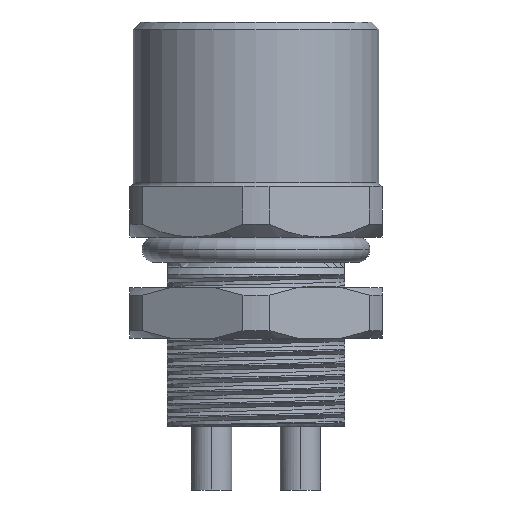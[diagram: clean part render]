
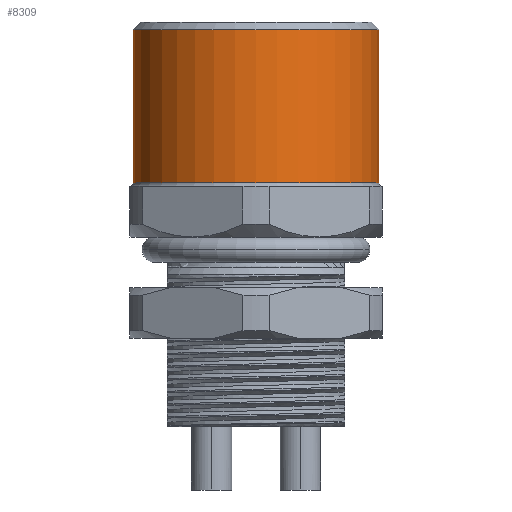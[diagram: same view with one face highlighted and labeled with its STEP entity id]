
A CAD part, front view. The second image highlights one B-rep face of the part: STEP entity #8309.
In plain terms, the highlighted cylindrical face has radius 4.85 mm (diameter 9.7 mm), a partial arc.
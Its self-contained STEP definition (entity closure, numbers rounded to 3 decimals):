
#2724=DIRECTION('',(0.,0.,1.));
#2725=VECTOR('',#2724,6.05);
#2726=CARTESIAN_POINT('',(4.85,0.,-0.15));
#2727=LINE('',#2726,#2725);
#2743=CARTESIAN_POINT('',(0.,0.,-0.15));
#2744=DIRECTION('',(0.,0.,-1.));
#2745=DIRECTION('',(1.,0.,0.));
#2746=AXIS2_PLACEMENT_3D('',#2743,#2744,#2745);
#2748=DIRECTION('',(0.,0.,1.));
#2749=VECTOR('',#2748,6.05);
#2750=CARTESIAN_POINT('',(-4.85,0.,-0.15));
#2751=LINE('',#2750,#2749);
#2752=CARTESIAN_POINT('',(0.,0.,5.9));
#2753=DIRECTION('',(0.,0.,1.));
#2754=DIRECTION('',(-1.,0.,0.));
#2755=AXIS2_PLACEMENT_3D('',#2752,#2753,#2754);
#7640=CARTESIAN_POINT('',(-4.85,0.,5.9));
#7641=CARTESIAN_POINT('',(4.85,0.,5.9));
#7642=VERTEX_POINT('',#7640);
#7643=VERTEX_POINT('',#7641);
#7756=CARTESIAN_POINT('',(4.85,0.,-0.15));
#7757=CARTESIAN_POINT('',(-4.85,0.,-0.15));
#7758=VERTEX_POINT('',#7756);
#7759=VERTEX_POINT('',#7757);
#8298=CARTESIAN_POINT('',(0.,0.,-0.3));
#8299=DIRECTION('',(0.,0.,1.));
#8300=DIRECTION('',(1.,0.,0.));
#8301=AXIS2_PLACEMENT_3D('',#8298,#8299,#8300);
#8302=CYLINDRICAL_SURFACE('',#8301,4.85);
#8303=ORIENTED_EDGE('',*,*,#8285,.T.);
#8304=ORIENTED_EDGE('',*,*,#8256,.T.);
#8305=ORIENTED_EDGE('',*,*,#8226,.T.);
#8306=ORIENTED_EDGE('',*,*,#8253,.F.);
#8307=EDGE_LOOP('',(#8303,#8304,#8305,#8306));
#8308=FACE_OUTER_BOUND('',#8307,.F.);
#2747=CIRCLE('',#2746,4.85);
#2756=CIRCLE('',#2755,4.85);
#8226=EDGE_CURVE('',#7642,#7643,#2756,.T.);
#8253=EDGE_CURVE('',#7758,#7643,#2727,.T.);
#8256=EDGE_CURVE('',#7759,#7642,#2751,.T.);
#8285=EDGE_CURVE('',#7758,#7759,#2747,.T.);
#8309=ADVANCED_FACE('',(#8308),#8302,.T.);
